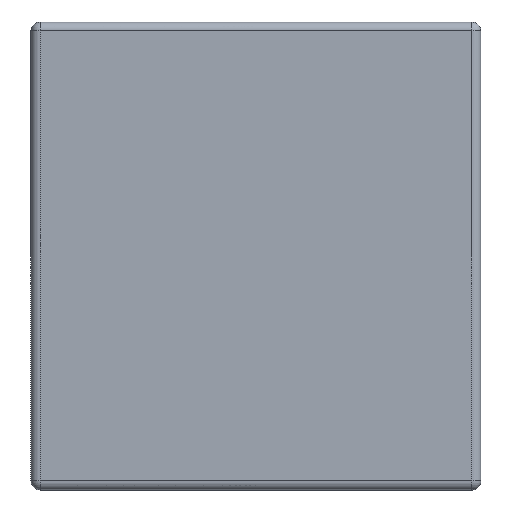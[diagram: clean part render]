
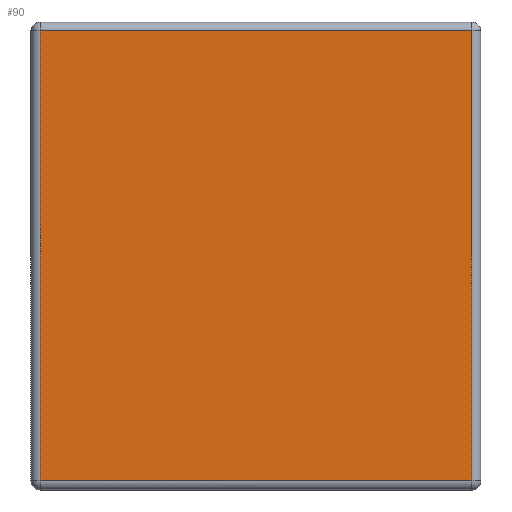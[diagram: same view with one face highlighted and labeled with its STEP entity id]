
A CAD part, left-side view. The second image highlights one B-rep face of the part: STEP entity #90.
In plain terms, the highlighted planar face has unit normal (-1, 0, 0).
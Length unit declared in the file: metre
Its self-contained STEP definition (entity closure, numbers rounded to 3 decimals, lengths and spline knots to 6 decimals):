
#90 = ADVANCED_FACE( '', ( #212 ), #213, .F. );
#212 = FACE_OUTER_BOUND( '', #367, .T. );
#213 = PLANE( '', #368 );
#367 = EDGE_LOOP( '', ( #530, #531, #532, #533 ) );
#368 = AXIS2_PLACEMENT_3D( '', #534, #535, #536 );
#530 = ORIENTED_EDGE( '', *, *, #890, .T. );
#531 = ORIENTED_EDGE( '', *, *, #891, .T. );
#532 = ORIENTED_EDGE( '', *, *, #892, .T. );
#533 = ORIENTED_EDGE( '', *, *, #893, .T. );
#534 = CARTESIAN_POINT( '', ( -0.0016, -0.00125, 0.0013 ) );
#535 = DIRECTION( '', ( 1., 0., 0. ) );
#536 = DIRECTION( '', ( 0., 0., -1. ) );
#890 = EDGE_CURVE( '', #1049, #1050, #1051, .T. );
#891 = EDGE_CURVE( '', #1050, #1052, #1053, .T. );
#892 = EDGE_CURVE( '', #1052, #1045, #1054, .F. );
#893 = EDGE_CURVE( '', #1045, #1049, #1055, .F. );
#1045 = VERTEX_POINT( '', #1252 );
#1049 = VERTEX_POINT( '', #1256 );
#1050 = VERTEX_POINT( '', #1257 );
#1051 = LINE( '', #1258, #1259 );
#1052 = VERTEX_POINT( '', #1260 );
#1053 = LINE( '', #1261, #1262 );
#1054 = LINE( '', #1263, #1264 );
#1055 = LINE( '', #1265, #1266 );
#1252 = CARTESIAN_POINT( '', ( -0.0016, -0.0012, 0.00005 ) );
#1256 = CARTESIAN_POINT( '', ( -0.0016, -0.0012, 0.00255 ) );
#1257 = CARTESIAN_POINT( '', ( -0.0016, 0.0012, 0.00255 ) );
#1258 = CARTESIAN_POINT( '', ( -0.0016, -0.00125, 0.00255 ) );
#1259 = VECTOR( '', #1496, 1. );
#1260 = CARTESIAN_POINT( '', ( -0.0016, 0.0012, 0.00005 ) );
#1261 = CARTESIAN_POINT( '', ( -0.0016, 0.0012, 0.0013 ) );
#1262 = VECTOR( '', #1497, 1. );
#1263 = CARTESIAN_POINT( '', ( -0.0016, -0.00125, 0.00005 ) );
#1264 = VECTOR( '', #1498, 1. );
#1265 = CARTESIAN_POINT( '', ( -0.0016, -0.0012, 0.0026 ) );
#1266 = VECTOR( '', #1499, 1. );
#1496 = DIRECTION( '', ( 0., 1., 0. ) );
#1497 = DIRECTION( '', ( 0., 0., -1. ) );
#1498 = DIRECTION( '', ( 0., 1., 0. ) );
#1499 = DIRECTION( '', ( 0., 0., -1. ) );
